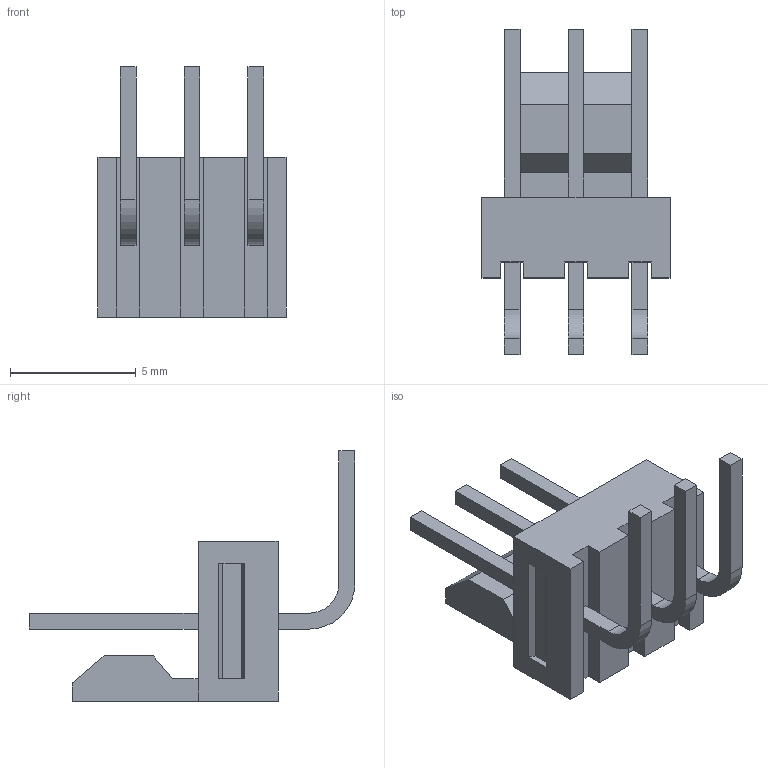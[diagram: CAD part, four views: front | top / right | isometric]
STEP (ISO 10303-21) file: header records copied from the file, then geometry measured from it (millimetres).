
FILE_DESCRIPTION((''),'2;1');
FILE_NAME('022122034','2013-12-23T',('me'),(''),'PRO/ENGINEER BY PARAMETRIC TECHNOLOGY CORPORATION, 2011490','PRO/ENGINEER BY PARAMETRIC TECHNOLOGY CORPORATION, 2011490','');
FILE_SCHEMA(('CONFIG_CONTROL_DESIGN'));
Length unit declared in the file: inch
Products named in the file (1): 022122034
Bounding box: 7.47 x 12.93 x 9.93 mm (x, y, z)
Volume: 193 mm3; surface area: 398.7 mm2
Topology: 1 solids, 1 shells, 77 faces, 207 edges, 140 vertices
Faces by surface type: plane 71, cylinder 6
Entity records: 2425 total; most frequent: CARTESIAN_POINT 420, ORIENTED_EDGE 402, DIRECTION 383, EDGE_CURVE 201, VECTOR 189, LINE 189, VERTEX_POINT 134, AXIS2_PLACEMENT_3D 97
